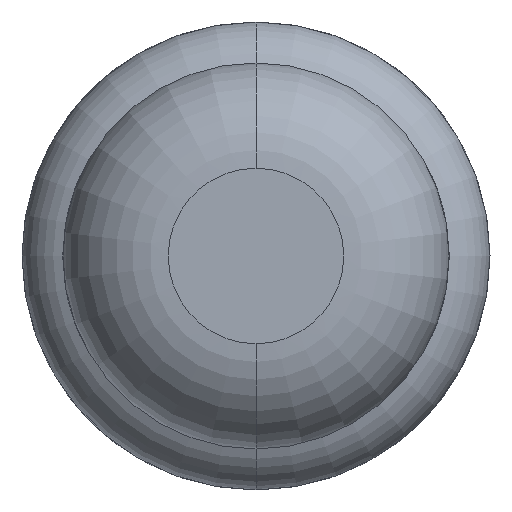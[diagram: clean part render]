
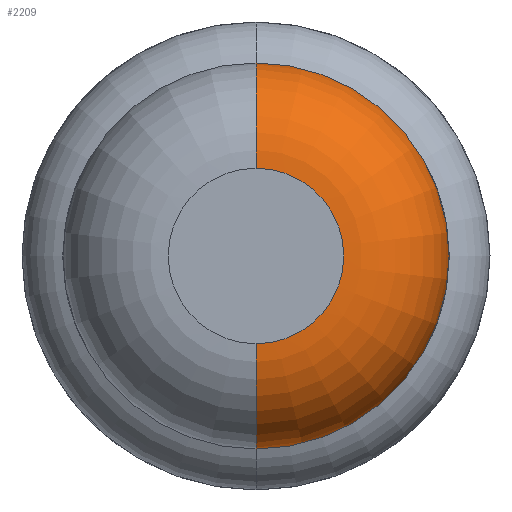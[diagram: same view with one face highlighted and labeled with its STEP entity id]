
A CAD part, front view. The second image highlights one B-rep face of the part: STEP entity #2209.
In plain terms, the highlighted toroidal (fillet/blend) face has major radius 0.375 mm and minor radius 0.45 mm.
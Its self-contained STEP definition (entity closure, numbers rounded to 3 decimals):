
#184 = DIRECTION ( 'NONE',  ( 0., 1., 0. ) ) ;
#202 = AXIS2_PLACEMENT_3D ( 'NONE', #2832, #1240, #4096 ) ;
#254 = AXIS2_PLACEMENT_3D ( 'NONE', #536, #3778, #1735 ) ;
#536 = CARTESIAN_POINT ( 'NONE',  ( 0., -26.95, 0.375 ) ) ;
#627 = CIRCLE ( 'NONE', #4577, 0.375 ) ;
#703 = DIRECTION ( 'NONE',  ( 0., 0., 1. ) ) ;
#869 = EDGE_CURVE ( 'NONE', #4872, #1840, #1070, .T. ) ;
#1070 = CIRCLE ( 'NONE', #202, 0.45 ) ;
#1177 = EDGE_CURVE ( 'Defeature ausgef�hrt2_7+Defeature ausgef�hrt2_6+Defeature ausgef�hrt2_6+Defeature ausgef�hrt2_6', #2146, #4872, #627, .T. ) ;
#1240 = DIRECTION ( 'NONE',  ( 1., 0., 0. ) ) ;
#1354 = DIRECTION ( 'NONE',  ( 0., 0., 1. ) ) ;
#1452 = CARTESIAN_POINT ( 'NONE',  ( 0., -26.95, -0.825 ) ) ;
#1485 = EDGE_LOOP ( 'NONE', ( #1818, #3537, #2065, #2628 ) ) ;
#1623 = TOROIDAL_SURFACE ( 'NONE', #2604, 0.375, 0.45 ) ;
#1735 = DIRECTION ( 'NONE',  ( 0., 0., 1. ) ) ;
#1818 = ORIENTED_EDGE ( 'NONE', *, *, #1177, .T. ) ;
#1840 = VERTEX_POINT ( 'NONE', #1452 ) ;
#1941 = FACE_OUTER_BOUND ( 'NONE', #1485, .T. ) ;
#2000 = CARTESIAN_POINT ( 'NONE',  ( 0., -26.95, 0.825 ) ) ;
#2065 = ORIENTED_EDGE ( 'NONE', *, *, #4477, .F. ) ;
#2138 = DIRECTION ( 'NONE',  ( 0., 1., 0. ) ) ;
#2146 = VERTEX_POINT ( 'NONE', #2497 ) ;
#2209 = ADVANCED_FACE ( 'Defeature ausgef�hrt2_7', ( #1941 ), #1623, .T. ) ;
#2274 = CIRCLE ( 'NONE', #254, 0.45 ) ;
#2340 = CIRCLE ( 'NONE', #4127, 0.825 ) ;
#2497 = CARTESIAN_POINT ( 'NONE',  ( 0., -27.4, 0.375 ) ) ;
#2547 = CARTESIAN_POINT ( 'NONE',  ( 0., -26.95, 0. ) ) ;
#2604 = AXIS2_PLACEMENT_3D ( 'NONE', #2646, #184, #1354 ) ;
#2628 = ORIENTED_EDGE ( 'NONE', *, *, #4043, .F. ) ;
#2646 = CARTESIAN_POINT ( 'NONE',  ( 0., -26.95, 0. ) ) ;
#2733 = DIRECTION ( 'NONE',  ( 0., 1., 0. ) ) ;
#2832 = CARTESIAN_POINT ( 'NONE',  ( 0., -26.95, -0.375 ) ) ;
#3537 = ORIENTED_EDGE ( 'NONE', *, *, #869, .T. ) ;
#3778 = DIRECTION ( 'NONE',  ( -1., 0., 0. ) ) ;
#4043 = EDGE_CURVE ( 'NONE', #2146, #5185, #2274, .T. ) ;
#4096 = DIRECTION ( 'NONE',  ( 0., 0., -1. ) ) ;
#4127 = AXIS2_PLACEMENT_3D ( 'NONE', #2547, #2138, #4979 ) ;
#4477 = EDGE_CURVE ( 'Defeature ausgef�hrt2_0+Defeature ausgef�hrt2_7+Defeature ausgef�hrt2_7+Defeature ausgef�hrt2_7', #5185, #1840, #2340, .T. ) ;
#4577 = AXIS2_PLACEMENT_3D ( 'NONE', #5197, #2733, #703 ) ;
#4872 = VERTEX_POINT ( 'NONE', #4985 ) ;
#4979 = DIRECTION ( 'NONE',  ( 0., 0., 1. ) ) ;
#4985 = CARTESIAN_POINT ( 'NONE',  ( 0., -27.4, -0.375 ) ) ;
#5185 = VERTEX_POINT ( 'NONE', #2000 ) ;
#5197 = CARTESIAN_POINT ( 'NONE',  ( 0., -27.4, 0. ) ) ;
